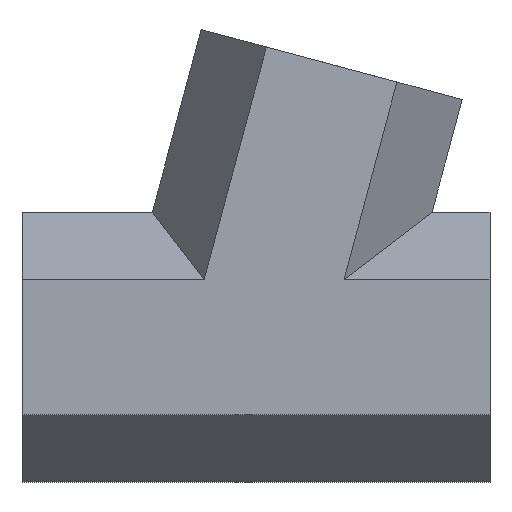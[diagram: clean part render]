
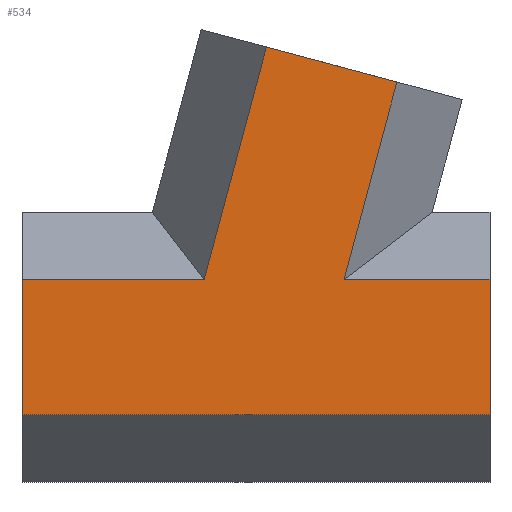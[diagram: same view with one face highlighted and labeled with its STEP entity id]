
A CAD part, top view. The second image highlights one B-rep face of the part: STEP entity #534.
In plain terms, the highlighted planar face has unit normal (0, 0, 1).
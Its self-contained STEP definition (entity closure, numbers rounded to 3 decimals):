
#55=LINE('',#831,#113);
#61=LINE('',#845,#119);
#64=LINE('',#852,#122);
#66=LINE('',#856,#124);
#67=LINE('',#858,#125);
#68=LINE('',#860,#126);
#69=LINE('',#862,#127);
#70=LINE('',#863,#128);
#113=VECTOR('',#679,10.);
#119=VECTOR('',#689,10.);
#122=VECTOR('',#698,10.);
#124=VECTOR('',#702,10.);
#125=VECTOR('',#703,10.);
#126=VECTOR('',#704,10.);
#127=VECTOR('',#705,10.);
#128=VECTOR('',#706,10.);
#166=FACE_OUTER_BOUND('',#199,.T.);
#199=EDGE_LOOP('',(#417,#418,#419,#420,#421,#422,#423,#424));
#247=VERTEX_POINT('',#827);
#248=VERTEX_POINT('',#829);
#253=VERTEX_POINT('',#842);
#254=VERTEX_POINT('',#844);
#256=VERTEX_POINT('',#855);
#257=VERTEX_POINT('',#857);
#258=VERTEX_POINT('',#859);
#259=VERTEX_POINT('',#861);
#305=EDGE_CURVE('',#247,#248,#55,.T.);
#311=EDGE_CURVE('',#254,#253,#61,.T.);
#315=EDGE_CURVE('',#254,#248,#64,.T.);
#317=EDGE_CURVE('',#256,#253,#66,.T.);
#318=EDGE_CURVE('',#256,#257,#67,.T.);
#319=EDGE_CURVE('',#257,#258,#68,.T.);
#320=EDGE_CURVE('',#259,#258,#69,.T.);
#321=EDGE_CURVE('',#247,#259,#70,.T.);
#417=ORIENTED_EDGE('',*,*,#317,.F.);
#418=ORIENTED_EDGE('',*,*,#318,.T.);
#419=ORIENTED_EDGE('',*,*,#319,.T.);
#420=ORIENTED_EDGE('',*,*,#320,.F.);
#421=ORIENTED_EDGE('',*,*,#321,.F.);
#422=ORIENTED_EDGE('',*,*,#305,.T.);
#423=ORIENTED_EDGE('',*,*,#315,.F.);
#424=ORIENTED_EDGE('',*,*,#311,.T.);
#505=PLANE('',#592);
#534=ADVANCED_FACE('',(#166),#505,.T.);
#592=AXIS2_PLACEMENT_3D('',#854,#700,#701);
#679=DIRECTION('',(0.259,0.966,0.));
#689=DIRECTION('',(-0.259,-0.966,0.));
#698=DIRECTION('',(0.966,-0.259,0.));
#700=DIRECTION('center_axis',(0.,0.,1.));
#701=DIRECTION('ref_axis',(0.,-1.,0.));
#702=DIRECTION('',(1.,0.,0.));
#703=DIRECTION('',(0.,-1.,0.));
#704=DIRECTION('',(1.,0.,0.));
#705=DIRECTION('',(0.,-1.,0.));
#706=DIRECTION('',(1.,0.,0.));
#827=CARTESIAN_POINT('',(27.524,5.774,10.));
#829=CARTESIAN_POINT('',(32.047,22.654,10.));
#831=CARTESIAN_POINT('',(31.094,19.098,10.));
#842=CARTESIAN_POINT('',(15.57,5.774,10.));
#844=CARTESIAN_POINT('',(20.894,25.642,10.));
#845=CARTESIAN_POINT('',(19.941,22.087,10.));
#852=CARTESIAN_POINT('',(20.894,25.642,10.));
#854=CARTESIAN_POINT('Origin',(0.,5.774,10.));
#855=CARTESIAN_POINT('',(0.,5.774,10.));
#856=CARTESIAN_POINT('',(0.,5.774,10.));
#857=CARTESIAN_POINT('',(0.,-5.774,10.));
#858=CARTESIAN_POINT('',(0.,5.774,10.));
#859=CARTESIAN_POINT('',(40.,-5.774,10.));
#860=CARTESIAN_POINT('',(0.,-5.774,10.));
#861=CARTESIAN_POINT('',(40.,5.774,10.));
#862=CARTESIAN_POINT('',(40.,5.774,10.));
#863=CARTESIAN_POINT('',(0.,5.774,10.));
